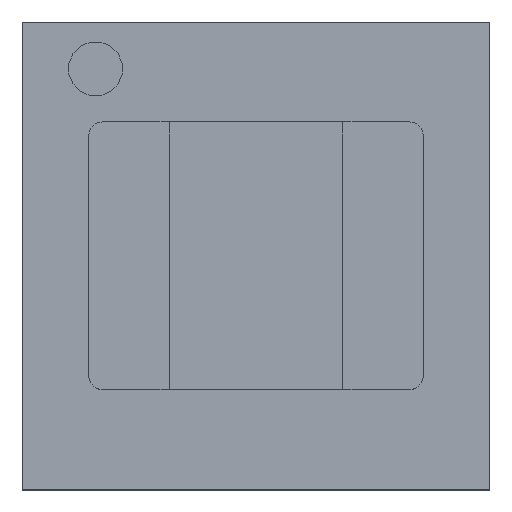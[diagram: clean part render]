
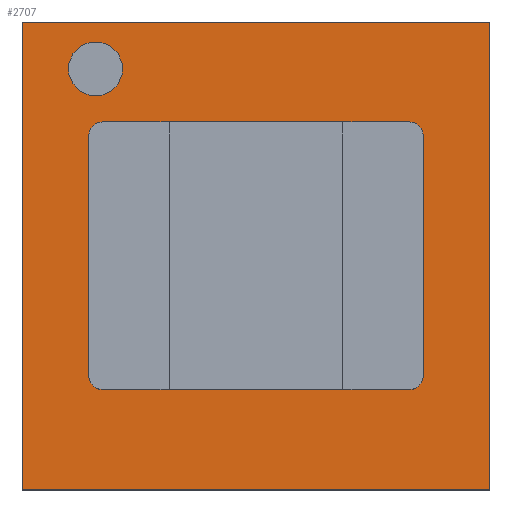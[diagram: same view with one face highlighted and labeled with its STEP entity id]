
A CAD part, top view. The second image highlights one B-rep face of the part: STEP entity #2707.
In plain terms, the highlighted face is planar.
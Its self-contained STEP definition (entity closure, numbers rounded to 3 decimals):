
#223=FACE_OUTER_BOUND('',#377,.T.);
#377=EDGE_LOOP('',(#2262,#2263,#2264,#2265));
#677=LINE('',#4315,#1033);
#679=LINE('',#4319,#1035);
#681=LINE('',#4323,#1037);
#683=LINE('',#4326,#1039);
#1033=VECTOR('',#3545,1.);
#1035=VECTOR('',#3549,1.);
#1037=VECTOR('',#3553,1.);
#1039=VECTOR('',#3557,1.);
#1302=VERTEX_POINT('',#4312);
#1303=VERTEX_POINT('',#4314);
#1304=VERTEX_POINT('',#4318);
#1305=VERTEX_POINT('',#4322);
#1629=EDGE_CURVE('',#1303,#1302,#677,.T.);
#1631=EDGE_CURVE('',#1304,#1303,#679,.T.);
#1633=EDGE_CURVE('',#1305,#1304,#681,.T.);
#1635=EDGE_CURVE('',#1302,#1305,#683,.T.);
#2262=ORIENTED_EDGE('',*,*,#1629,.T.);
#2263=ORIENTED_EDGE('',*,*,#1635,.T.);
#2264=ORIENTED_EDGE('',*,*,#1633,.T.);
#2265=ORIENTED_EDGE('',*,*,#1631,.T.);
#2559=PLANE('',#2993);
#2707=ADVANCED_FACE('',(#223),#2559,.T.);
#2993=AXIS2_PLACEMENT_3D('',#4327,#3558,#3559);
#3545=DIRECTION('',(0.,0.,1.));
#3549=DIRECTION('',(-1.,0.,0.));
#3553=DIRECTION('',(0.,0.,-1.));
#3557=DIRECTION('',(1.,0.,0.));
#3558=DIRECTION('center_axis',(0.,1.,0.));
#3559=DIRECTION('ref_axis',(1.,0.,0.));
#4312=CARTESIAN_POINT('',(-1.75,0.43,1.75));
#4314=CARTESIAN_POINT('',(-1.75,0.43,-1.75));
#4315=CARTESIAN_POINT('',(-1.75,0.43,-1.75));
#4318=CARTESIAN_POINT('',(1.75,0.43,-1.75));
#4319=CARTESIAN_POINT('',(1.75,0.43,-1.75));
#4322=CARTESIAN_POINT('',(1.75,0.43,1.75));
#4323=CARTESIAN_POINT('',(1.75,0.43,1.75));
#4326=CARTESIAN_POINT('',(-1.75,0.43,1.75));
#4327=CARTESIAN_POINT('Origin',(0.,0.43,0.));
